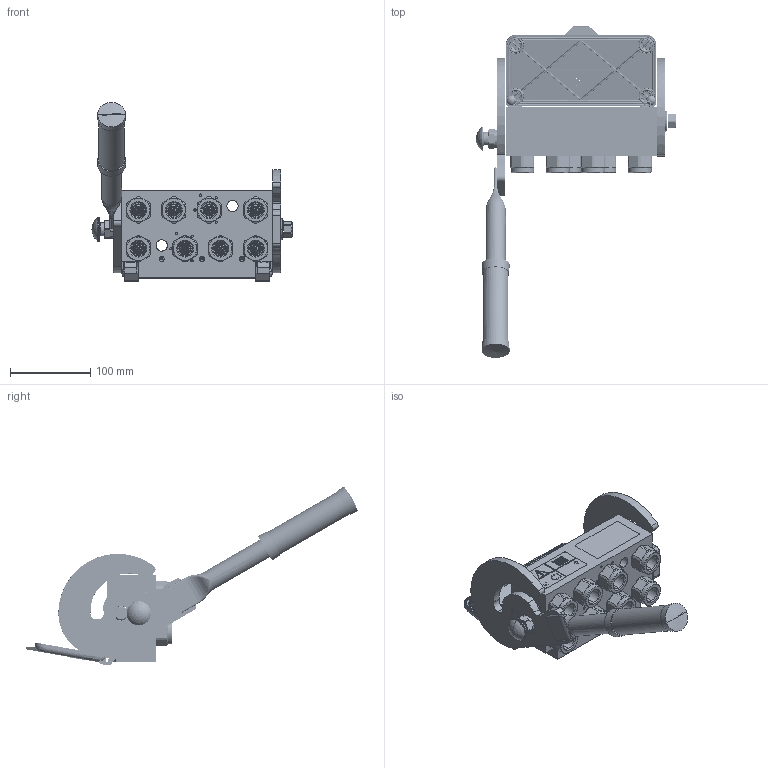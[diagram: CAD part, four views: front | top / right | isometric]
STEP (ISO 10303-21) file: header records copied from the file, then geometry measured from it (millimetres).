
FILE_DESCRIPTION((''),'2;1');
FILE_NAME('2P808-8-12G_F_C','2010-10-26T',('adanelli'),(''),'PRO/ENGINEER BY PARAMETRIC TECHNOLOGY CORPORATION, 2010280','PRO/ENGINEER BY PARAMETRIC TECHNOLOGY CORPORATION, 2010280','');
FILE_SCHEMA(('CONFIG_CONTROL_DESIGN'));
Products named in the file (1): 2P808-8-12G_F_C
Bounding box: 249 x 413.16 x 222.79 mm (x, y, z)
Surface area: 353967.1 mm2 (no closed solid volume)
Topology: 0 solids, 0 shells, 1506 faces, 9036 edges, 8948 vertices
Faces by surface type: bspline 1358, torus 142, sphere 6
Entity records: 278016 total; most frequent: CARTESIAN_POINT 190728, DIRECTION 15047, TRIMMED_CURVE 12893, VECTOR 11035, LINE 11035, DEFINITIONAL_REPRESENTATION 8868, PCURVE 8868, COMPOSITE_CURVE_SEGMENT 8868
